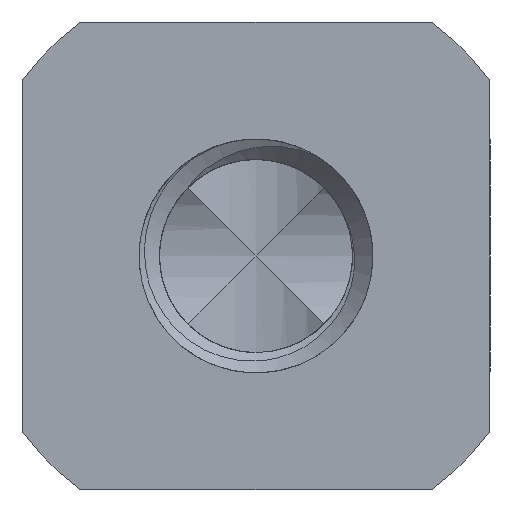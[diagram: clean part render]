
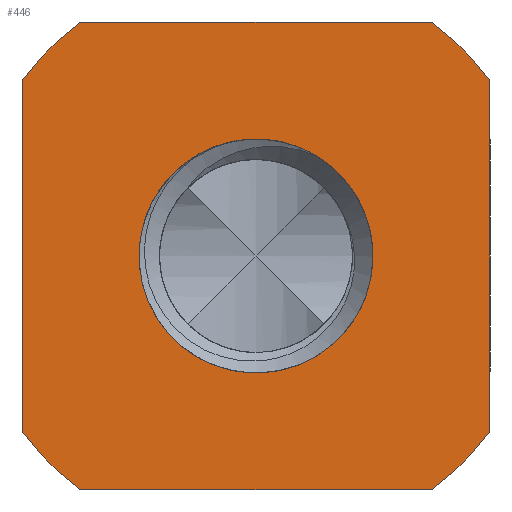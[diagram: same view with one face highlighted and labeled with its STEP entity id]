
A CAD part, front view. The second image highlights one B-rep face of the part: STEP entity #446.
In plain terms, the highlighted planar face has unit normal (0, -1, 0).
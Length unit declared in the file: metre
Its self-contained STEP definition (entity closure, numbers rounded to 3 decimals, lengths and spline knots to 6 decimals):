
#446 = ADVANCED_FACE( 'NONE', ( #1143, #1144 ), #1145, .F. );
#1143 = FACE_OUTER_BOUND( '', #2782, .T. );
#1144 = FACE_BOUND( '', #2783, .T. );
#1145 = PLANE( '', #2784 );
#2782 = EDGE_LOOP( '', ( #5306, #5307, #5308, #5309, #5310, #5311, #5312, #5313 ) );
#2783 = EDGE_LOOP( '', ( #5314, #5315 ) );
#2784 = AXIS2_PLACEMENT_3D( '', #5316, #5317, #5318 );
#5306 = ORIENTED_EDGE( '', *, *, #7689, .F. );
#5307 = ORIENTED_EDGE( '', *, *, #7690, .F. );
#5308 = ORIENTED_EDGE( '', *, *, #7691, .F. );
#5309 = ORIENTED_EDGE( '', *, *, #7674, .F. );
#5310 = ORIENTED_EDGE( '', *, *, #7535, .T. );
#5311 = ORIENTED_EDGE( '', *, *, #7254, .F. );
#5312 = ORIENTED_EDGE( '', *, *, #7692, .T. );
#5313 = ORIENTED_EDGE( '', *, *, #7693, .F. );
#5314 = ORIENTED_EDGE( '', *, *, #7694, .T. );
#5315 = ORIENTED_EDGE( '', *, *, #7695, .T. );
#5316 = CARTESIAN_POINT( '', ( 0., -0.004, 0. ) );
#5317 = DIRECTION( '', ( 0., 1., 0. ) );
#5318 = DIRECTION( '', ( 1., 0., 0. ) );
#7254 = EDGE_CURVE( 'NONE', #8567, #8568, #8569, .T. );
#7535 = EDGE_CURVE( 'NONE', #9067, #8568, #9068, .T. );
#7674 = EDGE_CURVE( 'NONE', #9067, #9309, #9310, .T. );
#7689 = EDGE_CURVE( 'NONE', #9330, #9331, #9332, .T. );
#7690 = EDGE_CURVE( 'NONE', #9333, #9330, #9334, .T. );
#7691 = EDGE_CURVE( 'NONE', #9309, #9333, #9335, .T. );
#7692 = EDGE_CURVE( 'NONE', #8567, #9336, #9337, .T. );
#7693 = EDGE_CURVE( 'NONE', #9331, #9336, #9338, .T. );
#7694 = EDGE_CURVE( 'NONE', #9339, #8628, #9340, .T. );
#7695 = EDGE_CURVE( 'NONE', #8628, #9339, #9341, .T. );
#8567 = VERTEX_POINT( 'NONE', #11475 );
#8568 = VERTEX_POINT( 'NONE', #11476 );
#8569 = CIRCLE( '', #11477, 0.005 );
#8628 = VERTEX_POINT( 'NONE', #11662 );
#9067 = VERTEX_POINT( 'NONE', #13193 );
#9068 = LINE( '', #13194, #13195 );
#9309 = VERTEX_POINT( 'NONE', #13632 );
#9310 = CIRCLE( '', #13633, 0.005 );
#9330 = VERTEX_POINT( 'NONE', #13659 );
#9331 = VERTEX_POINT( 'NONE', #13660 );
#9332 = LINE( '', #13661, #13662 );
#9333 = VERTEX_POINT( 'NONE', #13663 );
#9334 = CIRCLE( '', #13664, 0.005 );
#9335 = LINE( '', #13665, #13666 );
#9336 = VERTEX_POINT( 'NONE', #13667 );
#9337 = LINE( '', #13668, #13669 );
#9338 = CIRCLE( '', #13670, 0.005 );
#9339 = VERTEX_POINT( 'NONE', #13671 );
#9340 = CIRCLE( '', #13672, 0.002 );
#9341 = CIRCLE( '', #13673, 0.002 );
#11475 = CARTESIAN_POINT( '', ( 0.004, -0.004, -0.003 ) );
#11476 = CARTESIAN_POINT( '', ( 0.003, -0.004, -0.004 ) );
#11477 = AXIS2_PLACEMENT_3D( '', #15711, #15712, #15713 );
#11662 = CARTESIAN_POINT( '', ( -0.000455, -0.004, 0.001948 ) );
#13193 = CARTESIAN_POINT( '', ( -0.003, -0.004, -0.004 ) );
#13194 = CARTESIAN_POINT( '', ( 0., -0.004, -0.004 ) );
#13195 = VECTOR( '', #16136, 1. );
#13632 = CARTESIAN_POINT( '', ( -0.004, -0.004, -0.003 ) );
#13633 = AXIS2_PLACEMENT_3D( '', #16403, #16404, #16405 );
#13659 = CARTESIAN_POINT( '', ( -0.003, -0.004, 0.004 ) );
#13660 = CARTESIAN_POINT( '', ( 0.003, -0.004, 0.004 ) );
#13661 = CARTESIAN_POINT( '', ( 0., -0.004, 0.004 ) );
#13662 = VECTOR( '', #16431, 1. );
#13663 = CARTESIAN_POINT( '', ( -0.004, -0.004, 0.003 ) );
#13664 = AXIS2_PLACEMENT_3D( '', #16432, #16433, #16434 );
#13665 = CARTESIAN_POINT( '', ( -0.004, -0.004, 0. ) );
#13666 = VECTOR( '', #16435, 1. );
#13667 = CARTESIAN_POINT( '', ( 0.004, -0.004, 0.003 ) );
#13668 = CARTESIAN_POINT( '', ( 0.004, -0.004, 0. ) );
#13669 = VECTOR( '', #16436, 1. );
#13670 = AXIS2_PLACEMENT_3D( '', #16437, #16438, #16439 );
#13671 = CARTESIAN_POINT( '', ( 0.001037, -0.004, 0.00171 ) );
#13672 = AXIS2_PLACEMENT_3D( '', #16440, #16441, #16442 );
#13673 = AXIS2_PLACEMENT_3D( '', #16443, #16444, #16445 );
#15711 = CARTESIAN_POINT( '', ( 0., -0.004, 0. ) );
#15712 = DIRECTION( '', ( 0., 1., 0. ) );
#15713 = DIRECTION( '', ( 0., 0., 1. ) );
#16136 = DIRECTION( '', ( 1., 0., 0. ) );
#16403 = CARTESIAN_POINT( '', ( 0., -0.004, 0. ) );
#16404 = DIRECTION( '', ( 0., 1., 0. ) );
#16405 = DIRECTION( '', ( 0., 0., 1. ) );
#16431 = DIRECTION( '', ( 1., 0., 0. ) );
#16432 = CARTESIAN_POINT( '', ( 0., -0.004, 0. ) );
#16433 = DIRECTION( '', ( 0., 1., 0. ) );
#16434 = DIRECTION( '', ( 0., 0., 1. ) );
#16435 = DIRECTION( '', ( 0., 0., 1. ) );
#16436 = DIRECTION( '', ( 0., 0., 1. ) );
#16437 = CARTESIAN_POINT( '', ( 0., -0.004, 0. ) );
#16438 = DIRECTION( '', ( 0., 1., 0. ) );
#16439 = DIRECTION( '', ( 0., 0., 1. ) );
#16440 = CARTESIAN_POINT( '', ( 0., -0.004, 0. ) );
#16441 = DIRECTION( '', ( 0., 1., 0. ) );
#16442 = DIRECTION( '', ( 0., 0., 1. ) );
#16443 = CARTESIAN_POINT( '', ( 0., -0.004, 0. ) );
#16444 = DIRECTION( '', ( 0., 1., 0. ) );
#16445 = DIRECTION( '', ( 0., 0., 1. ) );
